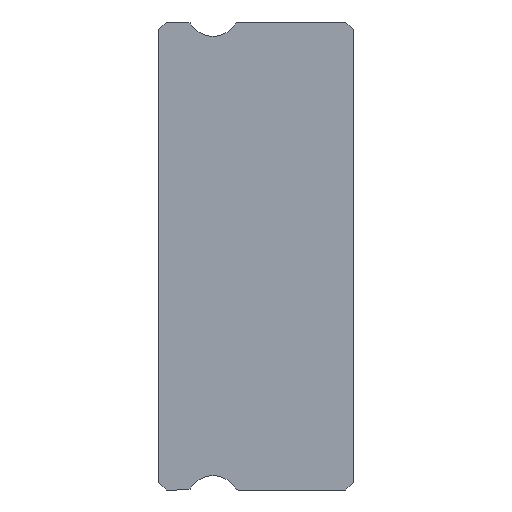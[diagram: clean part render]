
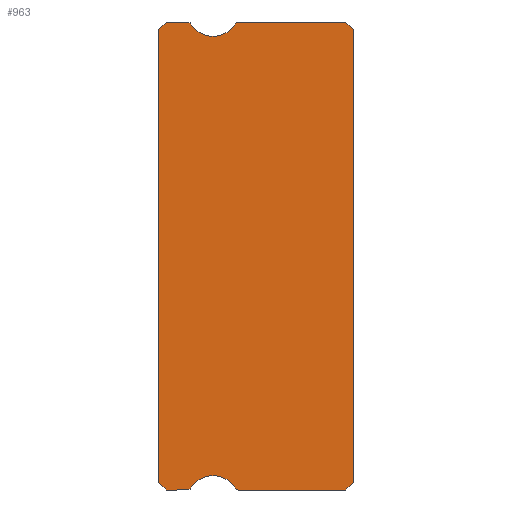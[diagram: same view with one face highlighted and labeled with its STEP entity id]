
A CAD part, left-side view. The second image highlights one B-rep face of the part: STEP entity #963.
In plain terms, the highlighted planar face has unit normal (-1, 0, 0).
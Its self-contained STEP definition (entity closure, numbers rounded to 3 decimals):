
#2 = DIRECTION ( 'NONE',  ( 0., 0., 1. ) ) ;
#13 = ORIENTED_EDGE ( 'NONE', *, *, #347, .F. ) ;
#18 = PLANE ( 'NONE',  #96 ) ;
#47 = CARTESIAN_POINT ( 'NONE',  ( -10., 6.381, -9. ) ) ;
#55 = ORIENTED_EDGE ( 'NONE', *, *, #112, .F. ) ;
#60 = AXIS2_PLACEMENT_3D ( 'NONE', #1349, #1220, #556 ) ;
#96 = AXIS2_PLACEMENT_3D ( 'NONE', #340, #1255, #695 ) ;
#104 = CIRCLE ( 'NONE', #1111, 0.15 ) ;
#112 = EDGE_CURVE ( 'NONE', #925, #1197, #1376, .T. ) ;
#115 = ORIENTED_EDGE ( 'NONE', *, *, #599, .F. ) ;
#128 = VECTOR ( 'NONE', #958, 1000. ) ;
#137 = CARTESIAN_POINT ( 'NONE',  ( -10., 6.381, 9. ) ) ;
#164 = CIRCLE ( 'NONE', #911, 0.15 ) ;
#165 = DIRECTION ( 'NONE',  ( 0., -1., 0. ) ) ;
#168 = CIRCLE ( 'NONE', #539, 1. ) ;
#175 = ORIENTED_EDGE ( 'NONE', *, *, #313, .T. ) ;
#184 = ORIENTED_EDGE ( 'NONE', *, *, #713, .F. ) ;
#186 = CARTESIAN_POINT ( 'NONE',  ( -10., 7.2, -9. ) ) ;
#189 = CARTESIAN_POINT ( 'NONE',  ( -10., 4.547, -8.928 ) ) ;
#215 = EDGE_CURVE ( 'NONE', #374, #343, #574, .T. ) ;
#242 = DIRECTION ( 'NONE',  ( 1., 0., 0. ) ) ;
#249 = FACE_OUTER_BOUND ( 'NONE', #919, .T. ) ;
#262 = ORIENTED_EDGE ( 'NONE', *, *, #375, .T. ) ;
#268 = CARTESIAN_POINT ( 'NONE',  ( -10., 4.419, 8.85 ) ) ;
#273 = EDGE_CURVE ( 'NONE', #901, #374, #104, .T. ) ;
#276 = DIRECTION ( 'NONE',  ( -1., 0., 0. ) ) ;
#285 = CARTESIAN_POINT ( 'NONE',  ( -10., 7.2, -9. ) ) ;
#288 = DIRECTION ( 'NONE',  ( 0., 0.707, -0.707 ) ) ;
#295 = VERTEX_POINT ( 'NONE', #1405 ) ;
#297 = CARTESIAN_POINT ( 'NONE',  ( -10., 7.2, 9. ) ) ;
#305 = CARTESIAN_POINT ( 'NONE',  ( -10., 6.381, -9. ) ) ;
#313 = EDGE_CURVE ( 'NONE', #1108, #464, #528, .T. ) ;
#338 = CARTESIAN_POINT ( 'NONE',  ( -10., 5.4, 9.45 ) ) ;
#340 = CARTESIAN_POINT ( 'NONE',  ( -10., 6.381, 8.85 ) ) ;
#343 = VERTEX_POINT ( 'NONE', #1091 ) ;
#345 = VECTOR ( 'NONE', #2, 1000. ) ;
#347 = EDGE_CURVE ( 'NONE', #369, #925, #839, .T. ) ;
#360 = ORIENTED_EDGE ( 'NONE', *, *, #215, .F. ) ;
#369 = VERTEX_POINT ( 'NONE', #951 ) ;
#374 = VERTEX_POINT ( 'NONE', #1413 ) ;
#375 = EDGE_CURVE ( 'NONE', #855, #1155, #404, .T. ) ;
#380 = CIRCLE ( 'NONE', #60, 1. ) ;
#386 = CARTESIAN_POINT ( 'NONE',  ( -10., 0.3, 9. ) ) ;
#397 = CIRCLE ( 'NONE', #774, 1. ) ;
#404 = LINE ( 'NONE', #186, #828 ) ;
#413 = EDGE_CURVE ( 'NONE', #1155, #590, #417, .T. ) ;
#417 = LINE ( 'NONE', #305, #451 ) ;
#426 = CARTESIAN_POINT ( 'NONE',  ( -10., 7.5, 8.7 ) ) ;
#428 = VECTOR ( 'NONE', #1157, 1000. ) ;
#437 = CARTESIAN_POINT ( 'NONE',  ( -10., 0., 8.7 ) ) ;
#440 = VECTOR ( 'NONE', #836, 1000. ) ;
#451 = VECTOR ( 'NONE', #165, 1000. ) ;
#464 = VERTEX_POINT ( 'NONE', #426 ) ;
#486 = EDGE_CURVE ( 'NONE', #1313, #295, #380, .T. ) ;
#489 = ORIENTED_EDGE ( 'NONE', *, *, #872, .F. ) ;
#491 = DIRECTION ( 'NONE',  ( 0., 0., -1. ) ) ;
#503 = CARTESIAN_POINT ( 'NONE',  ( -10., 7.2, 9. ) ) ;
#507 = LINE ( 'NONE', #386, #440 ) ;
#528 = LINE ( 'NONE', #740, #687 ) ;
#539 = AXIS2_PLACEMENT_3D ( 'NONE', #338, #1261, #1171 ) ;
#556 = DIRECTION ( 'NONE',  ( 0., 0., -1. ) ) ;
#574 = LINE ( 'NONE', #137, #1249 ) ;
#584 = DIRECTION ( 'NONE',  ( 1., 0., 0. ) ) ;
#590 = VERTEX_POINT ( 'NONE', #47 ) ;
#599 = EDGE_CURVE ( 'NONE', #295, #590, #164, .T. ) ;
#606 = EDGE_CURVE ( 'NONE', #1197, #1313, #1102, .T. ) ;
#617 = ORIENTED_EDGE ( 'NONE', *, *, #606, .F. ) ;
#637 = DIRECTION ( 'NONE',  ( 0., -0.707, -0.707 ) ) ;
#687 = VECTOR ( 'NONE', #288, 1000. ) ;
#695 = DIRECTION ( 'NONE',  ( 0., 0., -1. ) ) ;
#708 = CARTESIAN_POINT ( 'NONE',  ( -10., 6.381, -9. ) ) ;
#713 = EDGE_CURVE ( 'NONE', #343, #1428, #507, .T. ) ;
#716 = DIRECTION ( 'NONE',  ( 1., 0., 0. ) ) ;
#740 = CARTESIAN_POINT ( 'NONE',  ( -10., 7.5, 8.7 ) ) ;
#760 = ORIENTED_EDGE ( 'NONE', *, *, #808, .T. ) ;
#774 = AXIS2_PLACEMENT_3D ( 'NONE', #1282, #276, #1174 ) ;
#808 = EDGE_CURVE ( 'NONE', #369, #1428, #992, .T. ) ;
#814 = CARTESIAN_POINT ( 'NONE',  ( -10., 6.381, -8.85 ) ) ;
#828 = VECTOR ( 'NONE', #637, 1000. ) ;
#836 = DIRECTION ( 'NONE',  ( 0., -0.707, -0.707 ) ) ;
#839 = LINE ( 'NONE', #848, #128 ) ;
#846 = VECTOR ( 'NONE', #961, 1000. ) ;
#848 = CARTESIAN_POINT ( 'NONE',  ( -10., 0., -8.7 ) ) ;
#855 = VERTEX_POINT ( 'NONE', #1433 ) ;
#858 = VERTEX_POINT ( 'NONE', #999 ) ;
#865 = DIRECTION ( 'NONE',  ( 0., 0., 1. ) ) ;
#872 = EDGE_CURVE ( 'NONE', #855, #464, #1442, .T. ) ;
#875 = VERTEX_POINT ( 'NONE', #886 ) ;
#886 = CARTESIAN_POINT ( 'NONE',  ( -10., 6.253, 8.928 ) ) ;
#899 = DIRECTION ( 'NONE',  ( 0., 0., -1. ) ) ;
#901 = VERTEX_POINT ( 'NONE', #1331 ) ;
#903 = ORIENTED_EDGE ( 'NONE', *, *, #273, .F. ) ;
#911 = AXIS2_PLACEMENT_3D ( 'NONE', #814, #242, #1357 ) ;
#919 = EDGE_LOOP ( 'NONE', ( #489, #262, #1445, #115, #1271, #617, #55, #13, #760, #184, #360, #903, #1215, #1423, #1066, #1372, #175 ) ) ;
#925 = VERTEX_POINT ( 'NONE', #1238 ) ;
#934 = DIRECTION ( 'NONE',  ( 0., 0., -1. ) ) ;
#947 = LINE ( 'NONE', #297, #846 ) ;
#951 = CARTESIAN_POINT ( 'NONE',  ( -10., 0., -8.7 ) ) ;
#958 = DIRECTION ( 'NONE',  ( 0., 0.707, -0.707 ) ) ;
#961 = DIRECTION ( 'NONE',  ( 0., 1., 0. ) ) ;
#963 = ADVANCED_FACE ( 'NONE', ( #249 ), #18, .F. ) ;
#992 = LINE ( 'NONE', #437, #345 ) ;
#999 = CARTESIAN_POINT ( 'NONE',  ( -10., 5.4, 8.45 ) ) ;
#1024 = DIRECTION ( 'NONE',  ( 0., -1., 0. ) ) ;
#1037 = CIRCLE ( 'NONE', #1224, 0.15 ) ;
#1056 = VECTOR ( 'NONE', #865, 1000. ) ;
#1066 = ORIENTED_EDGE ( 'NONE', *, *, #1367, .F. ) ;
#1091 = CARTESIAN_POINT ( 'NONE',  ( -10., 0.3, 9. ) ) ;
#1100 = CARTESIAN_POINT ( 'NONE',  ( -10., 6.381, 9. ) ) ;
#1102 = CIRCLE ( 'NONE', #1217, 0.15 ) ;
#1108 = VERTEX_POINT ( 'NONE', #503 ) ;
#1111 = AXIS2_PLACEMENT_3D ( 'NONE', #268, #716, #491 ) ;
#1120 = CARTESIAN_POINT ( 'NONE',  ( -10., 0., 8.7 ) ) ;
#1122 = EDGE_CURVE ( 'NONE', #1288, #1108, #947, .T. ) ;
#1142 = EDGE_CURVE ( 'NONE', #875, #858, #397, .T. ) ;
#1155 = VERTEX_POINT ( 'NONE', #285 ) ;
#1156 = DIRECTION ( 'NONE',  ( 1., 0., 0. ) ) ;
#1157 = DIRECTION ( 'NONE',  ( 0., 1., 0. ) ) ;
#1171 = DIRECTION ( 'NONE',  ( 0., 0., -1. ) ) ;
#1174 = DIRECTION ( 'NONE',  ( 0., 0., -1. ) ) ;
#1197 = VERTEX_POINT ( 'NONE', #1199 ) ;
#1199 = CARTESIAN_POINT ( 'NONE',  ( -10., 4.419, -9. ) ) ;
#1215 = ORIENTED_EDGE ( 'NONE', *, *, #1385, .F. ) ;
#1217 = AXIS2_PLACEMENT_3D ( 'NONE', #1368, #1156, #934 ) ;
#1220 = DIRECTION ( 'NONE',  ( -1., 0., 0. ) ) ;
#1224 = AXIS2_PLACEMENT_3D ( 'NONE', #1352, #584, #899 ) ;
#1238 = CARTESIAN_POINT ( 'NONE',  ( -10., 0.3, -9. ) ) ;
#1249 = VECTOR ( 'NONE', #1024, 1000. ) ;
#1255 = DIRECTION ( 'NONE',  ( 1., 0., 0. ) ) ;
#1261 = DIRECTION ( 'NONE',  ( -1., 0., 0. ) ) ;
#1271 = ORIENTED_EDGE ( 'NONE', *, *, #486, .F. ) ;
#1282 = CARTESIAN_POINT ( 'NONE',  ( -10., 5.4, 9.45 ) ) ;
#1288 = VERTEX_POINT ( 'NONE', #1100 ) ;
#1313 = VERTEX_POINT ( 'NONE', #189 ) ;
#1318 = CARTESIAN_POINT ( 'NONE',  ( -10., 7.5, 8.85 ) ) ;
#1331 = CARTESIAN_POINT ( 'NONE',  ( -10., 4.547, 8.928 ) ) ;
#1349 = CARTESIAN_POINT ( 'NONE',  ( -10., 5.4, -9.45 ) ) ;
#1352 = CARTESIAN_POINT ( 'NONE',  ( -10., 6.381, 8.85 ) ) ;
#1357 = DIRECTION ( 'NONE',  ( 0., 0., -1. ) ) ;
#1367 = EDGE_CURVE ( 'NONE', #1288, #875, #1037, .T. ) ;
#1368 = CARTESIAN_POINT ( 'NONE',  ( -10., 4.419, -8.85 ) ) ;
#1372 = ORIENTED_EDGE ( 'NONE', *, *, #1122, .T. ) ;
#1376 = LINE ( 'NONE', #708, #428 ) ;
#1385 = EDGE_CURVE ( 'NONE', #858, #901, #168, .T. ) ;
#1405 = CARTESIAN_POINT ( 'NONE',  ( -10., 6.253, -8.928 ) ) ;
#1413 = CARTESIAN_POINT ( 'NONE',  ( -10., 4.419, 9. ) ) ;
#1423 = ORIENTED_EDGE ( 'NONE', *, *, #1142, .F. ) ;
#1428 = VERTEX_POINT ( 'NONE', #1120 ) ;
#1433 = CARTESIAN_POINT ( 'NONE',  ( -10., 7.5, -8.7 ) ) ;
#1442 = LINE ( 'NONE', #1318, #1056 ) ;
#1445 = ORIENTED_EDGE ( 'NONE', *, *, #413, .T. ) ;
